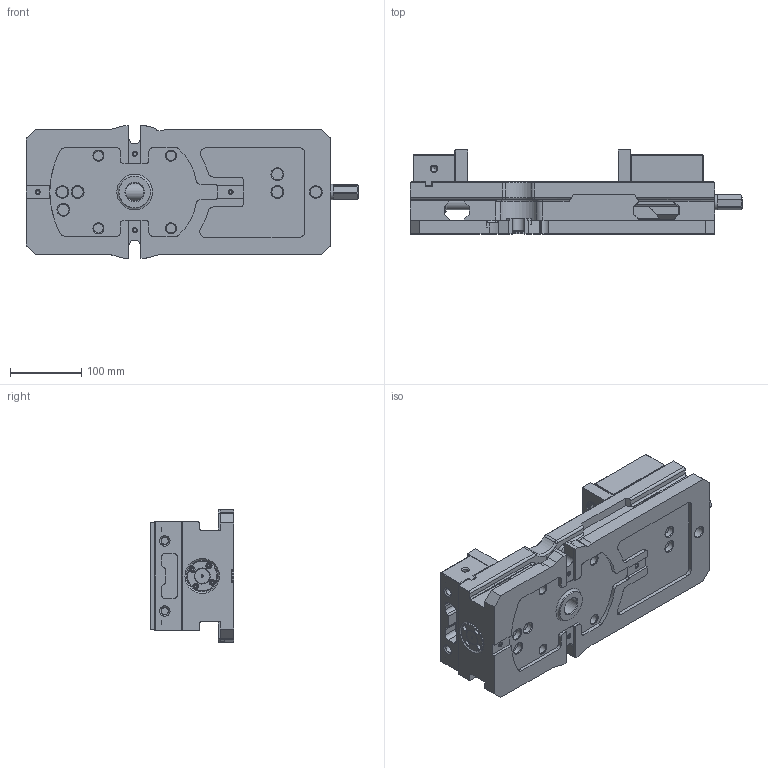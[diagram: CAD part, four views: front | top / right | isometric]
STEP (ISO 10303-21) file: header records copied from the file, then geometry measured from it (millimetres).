
FILE_DESCRIPTION(/* description */ (''),/* implementation_level */ '2;1');
FILE_NAME(/* name */ '1ADX160GA0302.stp',/* time_stamp */ '2021-02-17T16:37:53+08:00',/* author */ ('AUTOWELL002'),/* organization */ (''),/* preprocessor_version */ 'ST-DEVELOPER v18',/* originating_system */ 'Autodesk Inventor 2020',/* authorisation */ '');
FILE_SCHEMA (('AUTOMOTIVE_DESIGN { 1 0 10303 214 3 1 1 }'));
Products named in the file (15): #14; 3ADX630101; 3ADX630202; AT607; 3ADX620201; 3ADX601001; YSK-M24; 4ADX620101; 3ADX620301; MG615; 防塵蓋; AS 1420 - 1973 - M12 x 25; Unbrako - 3/8 x 2(2); ANSI B18.3 - 1/2-20 UNF - 1.5 HS HCS; ATL609
Assembly tree (24 placements, depth 2):
  #14
    3ADX630101
    3ADX630202
    AT607
    3ADX620201
    3ADX601001
    ATL609  x2
    YSK-M24
    4ADX620101
    3ADX620301
    MG615  x2
    防塵蓋  x4
    AS 1420 - 1973 - M12 x 25  x4
    Unbrako - 3/8 x 2(2)  x2
    ANSI B18.3 - 1/2-20 UNF - 1.5 HS HCS  x2
Bounding box: 465.4 x 117.53 x 186.28 mm (x, y, z)
Volume: 4114738.4 mm3; surface area: 652248 mm2
Topology: 24 solids, 24 shells, 1416 faces, 3678 edges, 2345 vertices
Faces by surface type: plane 697, cylinder 394, cone 128, torus 111, bspline 60, sphere 26
Full cylindrical faces by diameter (mm): 3.3 x6, 4.917 x6, 5 x4, 6.401 x2, 7.798 x6, 8 x4, 9 x2, 9.525 x2, 10.592 x7, 12 x4, 12.7 x2, 13 x2, 13.5 x4, 14 x6, 14.3 x2, 15.875 x6, 15.999 x2, 17.6 x4, 18 x6, 19.05 x2, 19.85 x4, 20.6 x14, 20.65 x1, 21 x4, 21.5 x4, 21.59 x1, 22 x1, 22.5 x1, 24 x1, 24.638 x1
Entity records: 45594 total; most frequent: CARTESIAN_POINT 12939, DIRECTION 6744, ORIENTED_EDGE 6614, EDGE_CURVE 3307, AXIS2_PLACEMENT_3D 2405, VERTEX_POINT 2110, LINE 1934, VECTOR 1934
